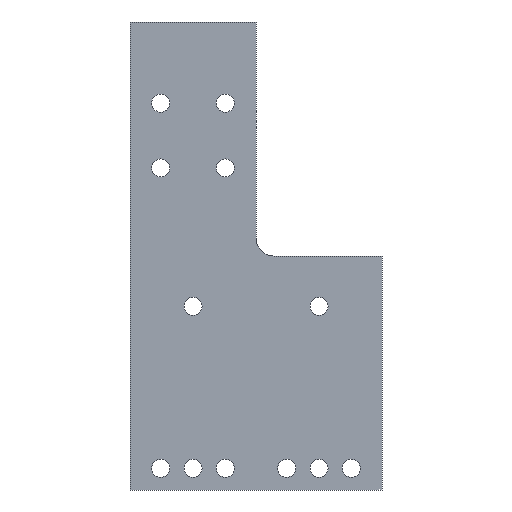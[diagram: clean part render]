
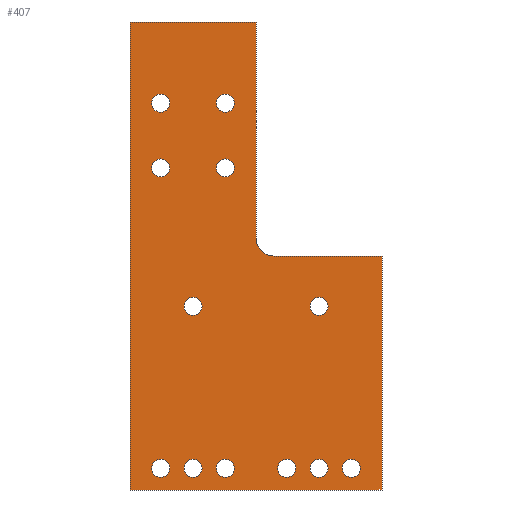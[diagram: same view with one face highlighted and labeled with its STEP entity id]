
A CAD part, front view. The second image highlights one B-rep face of the part: STEP entity #407.
In plain terms, the highlighted planar face has unit normal (0, -1, 0).
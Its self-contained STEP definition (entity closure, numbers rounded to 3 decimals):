
#20=LINE('',#605,#39);
#26=LINE('',#639,#45);
#30=LINE('',#647,#49);
#32=LINE('',#650,#51);
#33=LINE('',#674,#52);
#34=LINE('',#676,#53);
#39=VECTOR('',#495,1000.);
#45=VECTOR('',#527,1000.);
#49=VECTOR('',#533,1000.);
#51=VECTOR('',#537,1000.);
#52=VECTOR('',#566,1000.);
#53=VECTOR('',#567,1000.);
#62=PLANE('',#463);
#104=ORIENTED_EDGE('',*,*,#157,.F.);
#105=ORIENTED_EDGE('',*,*,#159,.F.);
#106=ORIENTED_EDGE('',*,*,#161,.F.);
#107=ORIENTED_EDGE('',*,*,#191,.F.);
#108=ORIENTED_EDGE('',*,*,#167,.F.);
#109=ORIENTED_EDGE('',*,*,#169,.F.);
#110=ORIENTED_EDGE('',*,*,#171,.F.);
#111=ORIENTED_EDGE('',*,*,#190,.F.);
#112=ORIENTED_EDGE('',*,*,#180,.T.);
#113=ORIENTED_EDGE('',*,*,#192,.T.);
#114=ORIENTED_EDGE('',*,*,#193,.T.);
#115=ORIENTED_EDGE('',*,*,#194,.T.);
#116=ORIENTED_EDGE('',*,*,#162,.T.);
#117=ORIENTED_EDGE('',*,*,#182,.T.);
#118=ORIENTED_EDGE('',*,*,#176,.T.);
#119=ORIENTED_EDGE('',*,*,#188,.F.);
#120=ORIENTED_EDGE('',*,*,#186,.F.);
#121=ORIENTED_EDGE('',*,*,#184,.F.);
#122=ORIENTED_EDGE('',*,*,#173,.F.);
#157=EDGE_CURVE('',#202,#202,#240,.T.);
#159=EDGE_CURVE('',#204,#204,#242,.T.);
#161=EDGE_CURVE('',#206,#206,#244,.T.);
#162=EDGE_CURVE('',#207,#208,#20,.T.);
#167=EDGE_CURVE('',#212,#212,#246,.T.);
#169=EDGE_CURVE('',#214,#214,#248,.T.);
#171=EDGE_CURVE('',#216,#216,#250,.T.);
#173=EDGE_CURVE('',#218,#218,#252,.T.);
#176=EDGE_CURVE('',#222,#221,#26,.T.);
#180=EDGE_CURVE('',#221,#224,#30,.T.);
#182=EDGE_CURVE('',#208,#222,#32,.T.);
#184=EDGE_CURVE('',#226,#226,#254,.T.);
#186=EDGE_CURVE('',#228,#228,#256,.T.);
#188=EDGE_CURVE('',#230,#230,#258,.T.);
#190=EDGE_CURVE('',#232,#232,#260,.T.);
#191=EDGE_CURVE('',#233,#233,#261,.T.);
#192=EDGE_CURVE('',#224,#234,#33,.T.);
#193=EDGE_CURVE('',#234,#235,#34,.T.);
#194=EDGE_CURVE('',#235,#207,#262,.F.);
#202=VERTEX_POINT('',#593);
#204=VERTEX_POINT('',#598);
#206=VERTEX_POINT('',#603);
#207=VERTEX_POINT('',#606);
#208=VERTEX_POINT('',#607);
#212=VERTEX_POINT('',#617);
#214=VERTEX_POINT('',#622);
#216=VERTEX_POINT('',#627);
#218=VERTEX_POINT('',#632);
#221=VERTEX_POINT('',#638);
#222=VERTEX_POINT('',#640);
#224=VERTEX_POINT('',#646);
#226=VERTEX_POINT('',#655);
#228=VERTEX_POINT('',#660);
#230=VERTEX_POINT('',#665);
#232=VERTEX_POINT('',#670);
#233=VERTEX_POINT('',#673);
#234=VERTEX_POINT('',#675);
#235=VERTEX_POINT('',#677);
#240=CIRCLE('',#428,2.5);
#242=CIRCLE('',#431,2.5);
#244=CIRCLE('',#434,2.5);
#246=CIRCLE('',#438,2.5);
#248=CIRCLE('',#441,2.5);
#250=CIRCLE('',#444,2.5);
#252=CIRCLE('',#447,2.5);
#254=CIRCLE('',#453,2.5);
#256=CIRCLE('',#456,2.5);
#258=CIRCLE('',#459,2.5);
#260=CIRCLE('',#462,2.5);
#261=CIRCLE('',#464,2.5);
#262=CIRCLE('',#465,5.);
#291=EDGE_LOOP('',(#104));
#292=EDGE_LOOP('',(#105));
#293=EDGE_LOOP('',(#106));
#294=EDGE_LOOP('',(#107));
#295=EDGE_LOOP('',(#108));
#296=EDGE_LOOP('',(#109));
#297=EDGE_LOOP('',(#110));
#298=EDGE_LOOP('',(#111));
#299=EDGE_LOOP('',(#112,#113,#114,#115,#116,#117,#118));
#300=EDGE_LOOP('',(#119));
#301=EDGE_LOOP('',(#120));
#302=EDGE_LOOP('',(#121));
#303=EDGE_LOOP('',(#122));
#348=FACE_BOUND('',#291,.T.);
#349=FACE_BOUND('',#292,.T.);
#350=FACE_BOUND('',#293,.T.);
#351=FACE_BOUND('',#294,.T.);
#352=FACE_BOUND('',#295,.T.);
#353=FACE_BOUND('',#296,.T.);
#354=FACE_BOUND('',#297,.T.);
#355=FACE_BOUND('',#298,.T.);
#356=FACE_BOUND('',#299,.T.);
#357=FACE_BOUND('',#300,.T.);
#358=FACE_BOUND('',#301,.T.);
#359=FACE_BOUND('',#302,.T.);
#360=FACE_BOUND('',#303,.T.);
#407=ADVANCED_FACE('',(#348,#349,#350,#351,#352,#353,#354,#355,#356,#357,
#358,#359,#360),#62,.T.);
#428=AXIS2_PLACEMENT_3D('',#592,#479,#480);
#431=AXIS2_PLACEMENT_3D('',#597,#485,#486);
#434=AXIS2_PLACEMENT_3D('',#602,#491,#492);
#438=AXIS2_PLACEMENT_3D('',#616,#503,#504);
#441=AXIS2_PLACEMENT_3D('',#621,#509,#510);
#444=AXIS2_PLACEMENT_3D('',#626,#515,#516);
#447=AXIS2_PLACEMENT_3D('',#631,#521,#522);
#453=AXIS2_PLACEMENT_3D('',#654,#542,#543);
#456=AXIS2_PLACEMENT_3D('',#659,#548,#549);
#459=AXIS2_PLACEMENT_3D('',#664,#554,#555);
#462=AXIS2_PLACEMENT_3D('',#669,#560,#561);
#463=AXIS2_PLACEMENT_3D('',#671,#562,#563);
#464=AXIS2_PLACEMENT_3D('',#672,#564,#565);
#465=AXIS2_PLACEMENT_3D('',#678,#568,#569);
#479=DIRECTION('',(0.,-1.,0.));
#480=DIRECTION('',(-1.,0.,0.));
#485=DIRECTION('',(0.,-1.,0.));
#486=DIRECTION('',(-1.,0.,0.));
#491=DIRECTION('',(0.,-1.,0.));
#492=DIRECTION('',(-1.,0.,0.));
#495=DIRECTION('',(0.,0.,1.));
#503=DIRECTION('',(0.,-1.,0.));
#504=DIRECTION('',(0.,0.,-1.));
#509=DIRECTION('',(0.,-1.,0.));
#510=DIRECTION('',(0.,0.,-1.));
#515=DIRECTION('',(0.,-1.,0.));
#516=DIRECTION('',(0.,0.,-1.));
#521=DIRECTION('',(0.,-1.,0.));
#522=DIRECTION('',(0.,0.,-1.));
#527=DIRECTION('',(0.,0.,-1.));
#533=DIRECTION('',(1.,0.,0.));
#537=DIRECTION('',(-1.,0.,0.));
#542=DIRECTION('',(0.,-1.,0.));
#543=DIRECTION('',(0.,0.,-1.));
#548=DIRECTION('',(0.,-1.,0.));
#549=DIRECTION('',(0.,0.,-1.));
#554=DIRECTION('',(0.,-1.,0.));
#555=DIRECTION('',(0.,0.,-1.));
#560=DIRECTION('',(0.,-1.,0.));
#561=DIRECTION('',(0.,0.,-1.));
#562=DIRECTION('',(0.,-1.,0.));
#563=DIRECTION('',(0.,0.,-1.));
#564=DIRECTION('',(0.,-1.,0.));
#565=DIRECTION('',(-1.,0.,0.));
#566=DIRECTION('',(0.,0.,1.));
#567=DIRECTION('',(-1.,0.,0.));
#568=DIRECTION('',(0.,-1.,0.));
#569=DIRECTION('',(0.,0.,-1.));
#592=CARTESIAN_POINT('',(26.,-10.,-59.75));
#593=CARTESIAN_POINT('',(23.5,-10.,-59.75));
#597=CARTESIAN_POINT('',(35.,-10.,-14.75));
#598=CARTESIAN_POINT('',(32.5,-10.,-14.75));
#602=CARTESIAN_POINT('',(44.,-10.,-59.75));
#603=CARTESIAN_POINT('',(41.5,-10.,-59.75));
#605=CARTESIAN_POINT('',(17.5,-10.,-64.25));
#606=CARTESIAN_POINT('',(17.5,-10.,4.25));
#607=CARTESIAN_POINT('',(17.5,-10.,64.25));
#616=CARTESIAN_POINT('',(9.,-10.,-59.75));
#617=CARTESIAN_POINT('',(9.,-10.,-62.25));
#621=CARTESIAN_POINT('',(-9.,-10.,-59.75));
#622=CARTESIAN_POINT('',(-9.,-10.,-62.25));
#626=CARTESIAN_POINT('',(0.,-10.,-14.75));
#627=CARTESIAN_POINT('',(0.,-10.,-17.25));
#631=CARTESIAN_POINT('',(-9.,-10.,41.701));
#632=CARTESIAN_POINT('',(-9.,-10.,39.201));
#638=CARTESIAN_POINT('',(-17.5,-10.,-65.75));
#639=CARTESIAN_POINT('',(-17.5,-10.,64.25));
#640=CARTESIAN_POINT('',(-17.5,-10.,64.25));
#646=CARTESIAN_POINT('',(52.5,-10.,-65.75));
#647=CARTESIAN_POINT('',(-17.5,-10.,-65.75));
#650=CARTESIAN_POINT('',(17.5,-10.,64.25));
#654=CARTESIAN_POINT('',(-9.,-10.,23.701));
#655=CARTESIAN_POINT('',(-9.,-10.,21.201));
#659=CARTESIAN_POINT('',(9.,-10.,41.701));
#660=CARTESIAN_POINT('',(9.,-10.,39.201));
#664=CARTESIAN_POINT('',(9.,-10.,23.701));
#665=CARTESIAN_POINT('',(9.,-10.,21.201));
#669=CARTESIAN_POINT('',(0.,-10.,-59.75));
#670=CARTESIAN_POINT('',(0.,-10.,-62.25));
#671=CARTESIAN_POINT('',(0.,-10.,0.));
#672=CARTESIAN_POINT('',(35.,-10.,-59.75));
#673=CARTESIAN_POINT('',(32.5,-10.,-59.75));
#674=CARTESIAN_POINT('',(52.5,-10.,-64.25));
#675=CARTESIAN_POINT('',(52.5,-10.,-0.75));
#676=CARTESIAN_POINT('',(52.5,-10.,-0.75));
#677=CARTESIAN_POINT('',(22.5,-10.,-0.75));
#678=CARTESIAN_POINT('',(22.5,-10.,4.25));
